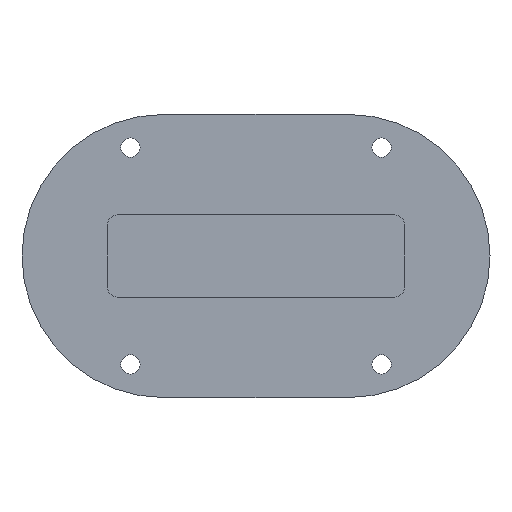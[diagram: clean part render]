
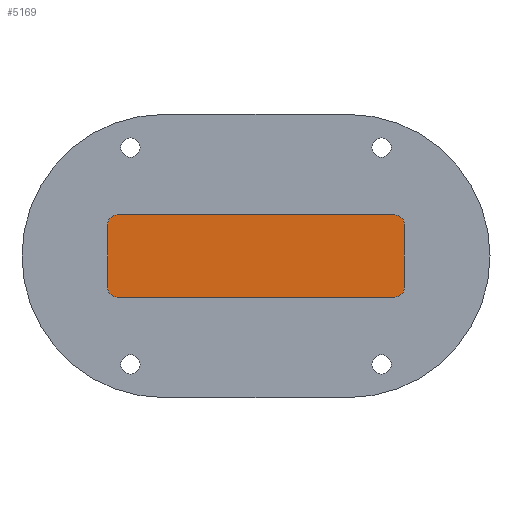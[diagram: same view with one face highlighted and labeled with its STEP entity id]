
A CAD part, front view. The second image highlights one B-rep face of the part: STEP entity #5169.
In plain terms, the highlighted face is planar.
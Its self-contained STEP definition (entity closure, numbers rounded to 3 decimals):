
#7 = CARTESIAN_POINT ( 'NONE',  ( -40.5, -32.5, 0. ) ) ;
#68 = CARTESIAN_POINT ( 'NONE',  ( -40.5, -32.5, 0. ) ) ;
#94 = EDGE_CURVE ( 'NONE', #3470, #3759, #3691, .T. ) ;
#319 = PLANE ( 'NONE',  #1996 ) ;
#330 = VERTEX_POINT ( 'NONE', #3928 ) ;
#484 = DIRECTION ( 'NONE',  ( 0., 0., 1. ) ) ;
#675 = EDGE_CURVE ( 'NONE', #3759, #3433, #6304, .T. ) ;
#811 = DIRECTION ( 'NONE',  ( 1., 0., 0. ) ) ;
#924 = CARTESIAN_POINT ( 'NONE',  ( 40.5, 0., 0. ) ) ;
#928 = ORIENTED_EDGE ( 'NONE', *, *, #6504, .F. ) ;
#987 = VECTOR ( 'NONE', #3081, 1000. ) ;
#1017 = ORIENTED_EDGE ( 'NONE', *, *, #4692, .F. ) ;
#1117 = AXIS2_PLACEMENT_3D ( 'NONE', #924, #4499, #1471 ) ;
#1457 = CARTESIAN_POINT ( 'NONE',  ( -40.5, 0., 0. ) ) ;
#1471 = DIRECTION ( 'NONE',  ( 1., 0., 0. ) ) ;
#1475 = VECTOR ( 'NONE', #5544, 1000. ) ;
#1710 = LINE ( 'NONE', #5025, #1475 ) ;
#1835 = CARTESIAN_POINT ( 'NONE',  ( -40.5, 0., 0. ) ) ;
#1943 = DIRECTION ( 'NONE',  ( 1., 0., 0. ) ) ;
#1996 = AXIS2_PLACEMENT_3D ( 'NONE', #1835, #3867, #811 ) ;
#2220 = CIRCLE ( 'NONE', #2883, 32.5 ) ;
#2479 = CARTESIAN_POINT ( 'NONE',  ( 40.5, -32.5, 0. ) ) ;
#2519 = CARTESIAN_POINT ( 'NONE',  ( 40.5, 32.5, 0. ) ) ;
#2883 = AXIS2_PLACEMENT_3D ( 'NONE', #3526, #484, #4054 ) ;
#3081 = DIRECTION ( 'NONE',  ( 1., 0., 0. ) ) ;
#3398 = CARTESIAN_POINT ( 'NONE',  ( -40.5, 32.5, 0. ) ) ;
#3433 = VERTEX_POINT ( 'NONE', #2519 ) ;
#3470 = VERTEX_POINT ( 'NONE', #7 ) ;
#3526 = CARTESIAN_POINT ( 'NONE',  ( -40.5, 0., 0. ) ) ;
#3546 = FACE_OUTER_BOUND ( 'NONE', #4339, .T. ) ;
#3691 = LINE ( 'NONE', #68, #987 ) ;
#3759 = VERTEX_POINT ( 'NONE', #2479 ) ;
#3802 = ORIENTED_EDGE ( 'NONE', *, *, #5346, .F. ) ;
#3867 = DIRECTION ( 'NONE',  ( 0., 0., 1. ) ) ;
#3928 = CARTESIAN_POINT ( 'NONE',  ( -73., 0., 0. ) ) ;
#4054 = DIRECTION ( 'NONE',  ( 1., 0., 0. ) ) ;
#4339 = EDGE_LOOP ( 'NONE', ( #928, #1017, #4343, #4524, #3802 ) ) ;
#4343 = ORIENTED_EDGE ( 'NONE', *, *, #675, .F. ) ;
#4499 = DIRECTION ( 'NONE',  ( 0., 0., 1. ) ) ;
#4524 = ORIENTED_EDGE ( 'NONE', *, *, #94, .F. ) ;
#4578 = VERTEX_POINT ( 'NONE', #3398 ) ;
#4692 = EDGE_CURVE ( 'NONE', #3433, #4578, #1710, .T. ) ;
#4994 = DIRECTION ( 'NONE',  ( 0., 0., 1. ) ) ;
#5025 = CARTESIAN_POINT ( 'NONE',  ( -40.5, 32.5, 0. ) ) ;
#5169 = ADVANCED_FACE ( 'NONE', ( #3546 ), #319, .F. ) ;
#5346 = EDGE_CURVE ( 'NONE', #330, #3470, #2220, .T. ) ;
#5544 = DIRECTION ( 'NONE',  ( -1., 0., 0. ) ) ;
#5904 = AXIS2_PLACEMENT_3D ( 'NONE', #1457, #4994, #1943 ) ;
#6292 = CIRCLE ( 'NONE', #5904, 32.5 ) ;
#6304 = CIRCLE ( 'NONE', #1117, 32.5 ) ;
#6504 = EDGE_CURVE ( 'NONE', #4578, #330, #6292, .T. ) ;
